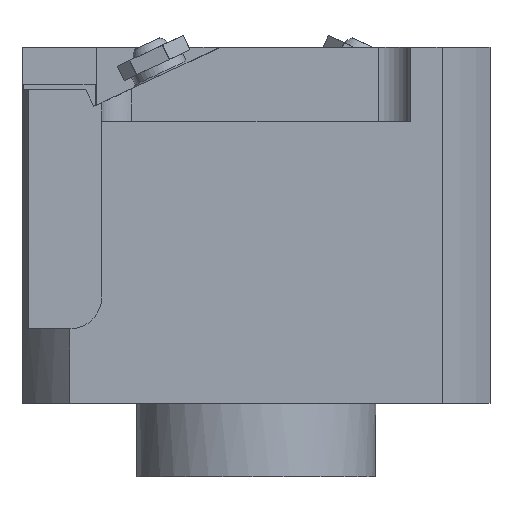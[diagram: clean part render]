
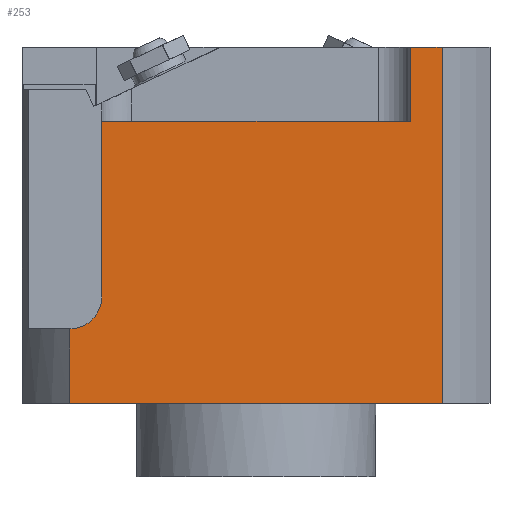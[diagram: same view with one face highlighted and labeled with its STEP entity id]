
A CAD part, front view. The second image highlights one B-rep face of the part: STEP entity #253.
In plain terms, the highlighted planar face has unit normal (0, -1, 0).
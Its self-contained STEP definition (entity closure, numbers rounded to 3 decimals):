
#170=FACE_OUTER_BOUND('',#831,.T.);
#253=ADVANCED_FACE('',(#170),#344,.F.);
#344=PLANE('',#1965);
#426=LINE('',#2727,#600);
#428=LINE('',#2733,#602);
#430=LINE('',#2739,#604);
#432=LINE('',#2743,#606);
#465=LINE('',#2820,#639);
#474=LINE('',#2846,#648);
#475=LINE('',#2850,#649);
#476=LINE('',#2852,#650);
#600=VECTOR('',#2193,1.);
#602=VECTOR('',#2199,1.);
#604=VECTOR('',#2207,1.);
#606=VECTOR('',#2211,1.);
#639=VECTOR('',#2278,1.);
#648=VECTOR('',#2303,1.);
#649=VECTOR('',#2308,1.);
#650=VECTOR('',#2309,1.);
#831=EDGE_LOOP('',(#1122,#1123,#1124,#1125,#1126,#1127,#1128,#1129,#1130));
#1122=ORIENTED_EDGE('',*,*,#1655,.T.);
#1123=ORIENTED_EDGE('',*,*,#1653,.F.);
#1124=ORIENTED_EDGE('',*,*,#1652,.F.);
#1125=ORIENTED_EDGE('',*,*,#1650,.F.);
#1126=ORIENTED_EDGE('',*,*,#1707,.T.);
#1127=ORIENTED_EDGE('',*,*,#1709,.T.);
#1128=ORIENTED_EDGE('',*,*,#1710,.T.);
#1129=ORIENTED_EDGE('',*,*,#1694,.T.);
#1130=ORIENTED_EDGE('',*,*,#1647,.T.);
#1466=VERTEX_POINT('',#2724);
#1467=VERTEX_POINT('',#2726);
#1468=VERTEX_POINT('',#2730);
#1469=VERTEX_POINT('',#2732);
#1470=VERTEX_POINT('',#2736);
#1471=VERTEX_POINT('',#2740);
#1499=VERTEX_POINT('',#2821);
#1508=VERTEX_POINT('',#2847);
#1509=VERTEX_POINT('',#2851);
#1647=EDGE_CURVE('',#1466,#1467,#426,.T.);
#1650=EDGE_CURVE('',#1469,#1468,#428,.T.);
#1652=EDGE_CURVE('',#1468,#1470,#1845,.T.);
#1653=EDGE_CURVE('',#1470,#1471,#430,.T.);
#1655=EDGE_CURVE('',#1467,#1471,#432,.T.);
#1694=EDGE_CURVE('',#1499,#1466,#465,.T.);
#1707=EDGE_CURVE('',#1469,#1508,#474,.T.);
#1709=EDGE_CURVE('',#1508,#1509,#475,.T.);
#1710=EDGE_CURVE('',#1509,#1499,#476,.T.);
#1845=CIRCLE('',#1935,6.);
#1935=AXIS2_PLACEMENT_3D('',#2737,#2203,#2204);
#1965=AXIS2_PLACEMENT_3D('',#2853,#2310,#2311);
#2193=DIRECTION('',(0.,0.,-1.));
#2199=DIRECTION('',(1.,0.,0.));
#2203=DIRECTION('',(0.,-1.,0.));
#2204=DIRECTION('',(0.,0.,1.));
#2207=DIRECTION('',(0.,0.,1.));
#2211=DIRECTION('',(-1.,0.,0.));
#2278=DIRECTION('',(-1.,0.,0.));
#2303=DIRECTION('',(0.,0.,-1.));
#2308=DIRECTION('',(1.,0.,0.));
#2309=DIRECTION('',(0.,0.,1.));
#2310=DIRECTION('',(0.,1.,0.));
#2311=DIRECTION('',(0.,0.,1.));
#2724=CARTESIAN_POINT('',(29.,-35.,67.));
#2726=CARTESIAN_POINT('',(29.,-35.,53.));
#2727=CARTESIAN_POINT('',(29.,-35.,67.));
#2730=CARTESIAN_POINT('',(-35.,-35.,14.));
#2732=CARTESIAN_POINT('',(-35.004,-35.,14.));
#2733=CARTESIAN_POINT('',(-44.,-35.,14.));
#2736=CARTESIAN_POINT('',(-29.,-35.,20.));
#2737=CARTESIAN_POINT('',(-35.,-35.,20.));
#2739=CARTESIAN_POINT('',(-29.,-35.,67.));
#2740=CARTESIAN_POINT('',(-29.,-35.,53.));
#2743=CARTESIAN_POINT('',(-44.,-35.,53.));
#2820=CARTESIAN_POINT('',(9.175,-35.,67.));
#2821=CARTESIAN_POINT('',(35.004,-35.,67.));
#2846=CARTESIAN_POINT('',(-35.004,-35.,74.));
#2847=CARTESIAN_POINT('',(-35.004,-35.,0.));
#2850=CARTESIAN_POINT('',(44.,-35.,0.));
#2851=CARTESIAN_POINT('',(35.004,-35.,0.));
#2852=CARTESIAN_POINT('',(35.004,-35.,74.));
#2853=CARTESIAN_POINT('',(-44.,-35.,67.));
